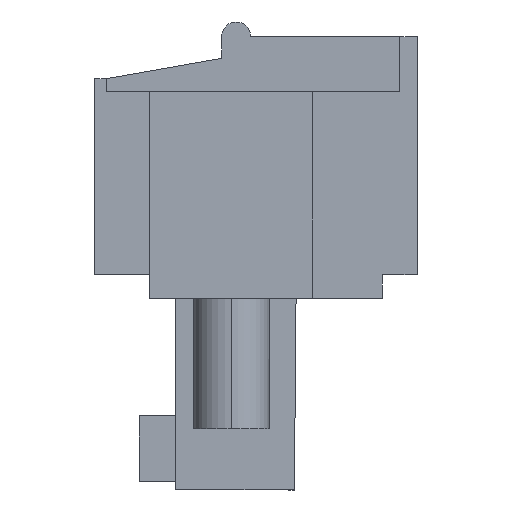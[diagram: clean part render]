
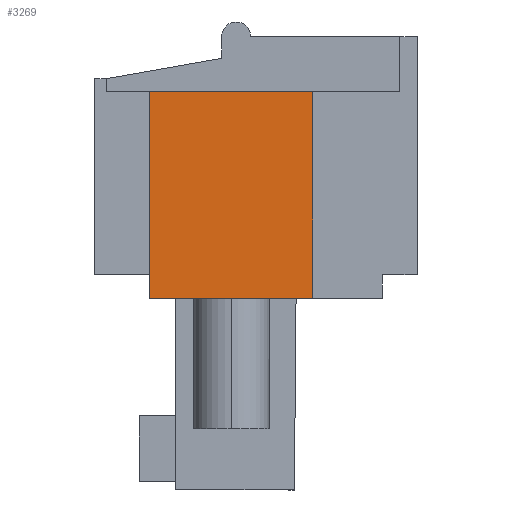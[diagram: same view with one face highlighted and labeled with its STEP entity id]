
A CAD part, left-side view. The second image highlights one B-rep face of the part: STEP entity #3269.
In plain terms, the highlighted planar face has unit normal (-1, 0, 0).
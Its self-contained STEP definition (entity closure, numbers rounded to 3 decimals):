
#3256=AXIS2_PLACEMENT_3D('Plane Axis2P3D',#3253,#3254,#3255) ;
#720=CARTESIAN_POINT('Vertex',(0.,3.6,6.6)) ;
#723=CARTESIAN_POINT('Line Origine',(0.,6.4,6.6)) ;
#727=CARTESIAN_POINT('Vertex',(0.,9.2,6.6)) ;
#2069=CARTESIAN_POINT('Line Origine',(0.,3.6,10.15)) ;
#2073=CARTESIAN_POINT('Vertex',(0.,3.6,13.7)) ;
#2531=CARTESIAN_POINT('Vertex',(0.,9.2,13.7)) ;
#2534=CARTESIAN_POINT('Line Origine',(0.,6.4,13.7)) ;
#3253=CARTESIAN_POINT('Axis2P3D Location',(0.,8.7,13.7)) ;
#3258=CARTESIAN_POINT('Line Origine',(0.,9.2,10.15)) ;
#724=DIRECTION('Vector Direction',(0.,-1.,0.)) ;
#2070=DIRECTION('Vector Direction',(0.,0.,-1.)) ;
#2535=DIRECTION('Vector Direction',(0.,-1.,0.)) ;
#3254=DIRECTION('Axis2P3D Direction',(1.,0.,0.)) ;
#3255=DIRECTION('Axis2P3D XDirection',(0.,-1.,0.)) ;
#3259=DIRECTION('Vector Direction',(0.,0.,-1.)) ;
#725=VECTOR('Line Direction',#724,1.) ;
#2071=VECTOR('Line Direction',#2070,1.) ;
#2536=VECTOR('Line Direction',#2535,1.) ;
#3260=VECTOR('Line Direction',#3259,1.) ;
#3264=ORIENTED_EDGE('',*,*,#3262,.T.) ;
#3265=ORIENTED_EDGE('',*,*,#729,.T.) ;
#3266=ORIENTED_EDGE('',*,*,#2075,.F.) ;
#3267=ORIENTED_EDGE('',*,*,#2538,.F.) ;
#3269=ADVANCED_FACE('HOUSING',(#3268),#3257,.F.) ;
#729=EDGE_CURVE('',#728,#721,#726,.T.) ;
#2075=EDGE_CURVE('',#2074,#721,#2072,.T.) ;
#2538=EDGE_CURVE('',#2532,#2074,#2537,.T.) ;
#3262=EDGE_CURVE('',#2532,#728,#3261,.T.) ;
#3263=EDGE_LOOP('',(#3264,#3265,#3266,#3267)) ;
#3268=FACE_OUTER_BOUND('',#3263,.T.) ;
#726=LINE('Line',#723,#725) ;
#2072=LINE('Line',#2069,#2071) ;
#2537=LINE('Line',#2534,#2536) ;
#3261=LINE('Line',#3258,#3260) ;
#3257=PLANE('',#3256) ;
#721=VERTEX_POINT('',#720) ;
#728=VERTEX_POINT('',#727) ;
#2074=VERTEX_POINT('',#2073) ;
#2532=VERTEX_POINT('',#2531) ;
